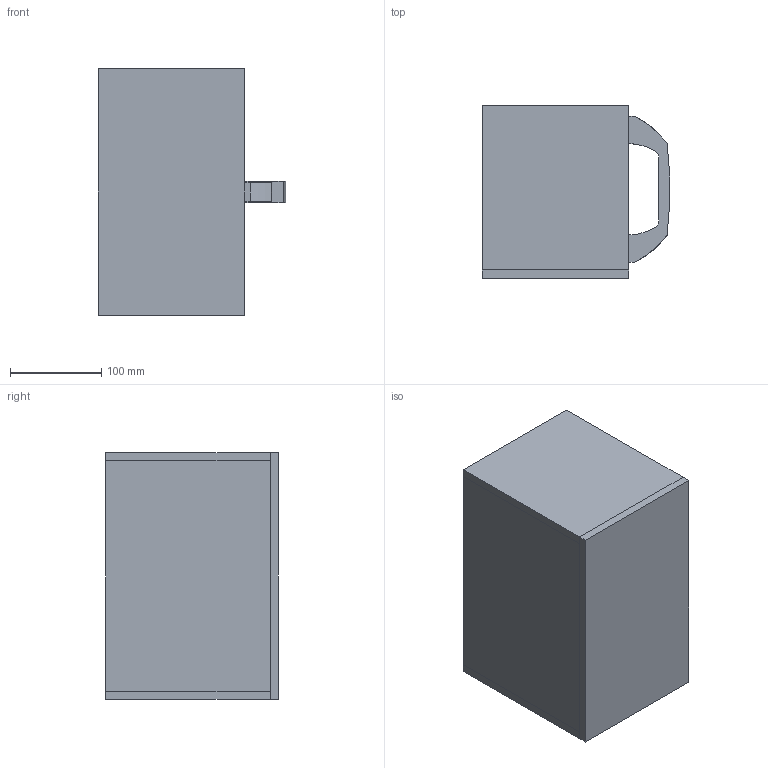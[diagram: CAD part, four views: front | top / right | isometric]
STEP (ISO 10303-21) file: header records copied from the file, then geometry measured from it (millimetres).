
FILE_DESCRIPTION (( 'STEP AP214' ), '1' );
FILE_NAME ('OA-Y15-A01-00.STEP', '2018-10-14T12:30:00', ( '' ), ( '' ), 'SwSTEP 2.0', 'SolidWorks 2014', '' );
FILE_SCHEMA (( 'AUTOMOTIVE_DESIGN' ));
Length unit declared in the file: millimetre
Products named in the file (7): OA-Y15-P04-00; OA-Y15-P02-00; OA-Y15-A01-00; OA-Y15-P01-00; UPCDG117; OA-Y15-P05-00; DIN 0912 M6x12
Assembly tree (8 placements, depth 2):
  OA-Y15-A01-00
    OA-Y15-P01-00
    OA-Y15-P02-00
    OA-Y15-P05-00
    OA-Y15-P04-00  x2
    UPCDG117
    DIN 0912 M6x12  x2
Bounding box: 204.67 x 189 x 270 mm (x, y, z)
Volume: 1785627.5 mm3; surface area: 440413.9 mm2
Topology: 8 solids, 8 shells, 116 faces, 286 edges, 186 vertices
Faces by surface type: plane 87, cylinder 25, torus 4
Entity records: 3144 total; most frequent: CARTESIAN_POINT 501, DIRECTION 500, ORIENTED_EDGE 480, EDGE_CURVE 240, VECTOR 190, LINE 190, VERTEX_POINT 156, AXIS2_PLACEMENT_3D 155
